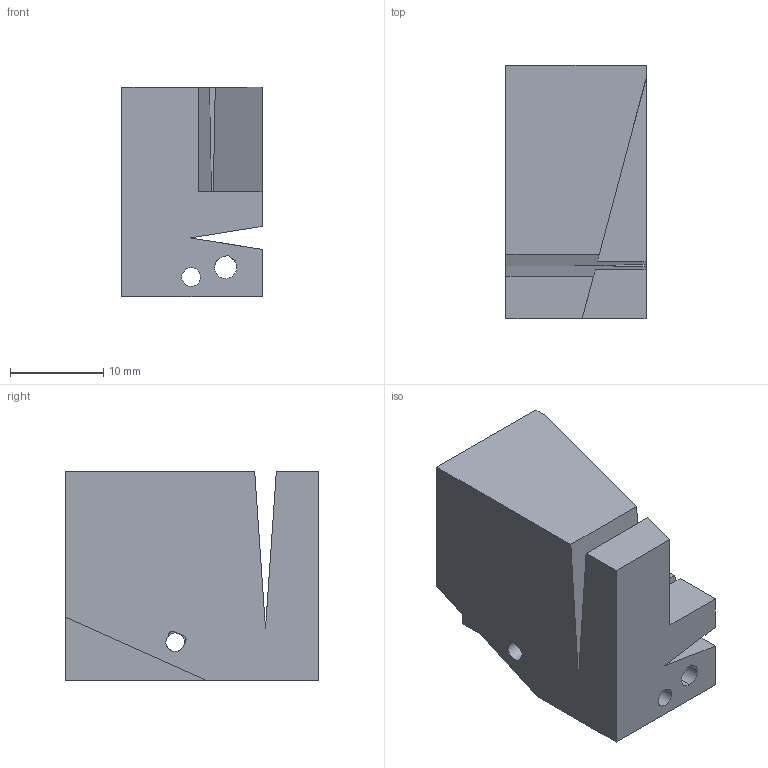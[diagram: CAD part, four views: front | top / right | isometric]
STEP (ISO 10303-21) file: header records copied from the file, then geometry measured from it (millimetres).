
FILE_DESCRIPTION(('Open CASCADE Model'),'2;1');
FILE_NAME('Open CASCADE Shape Model','2021-05-05T16:06:52',('Author'),( 'Open CASCADE'),'Open CASCADE STEP processor 7.4','Open CASCADE 7.4' ,'Unknown');
FILE_SCHEMA(('AUTOMOTIVE_DESIGN { 1 0 10303 214 1 1 1 1 }'));
Length unit declared in the file: millimetre
Products named in the file (1): Open CASCADE STEP translator 7.4 498
Bounding box: 14.99 x 27.13 x 22.46 mm (x, y, z)
Volume: 7242.3 mm3; surface area: 3693.5 mm2
Topology: 1 solids, 1 shells, 40 faces, 121 edges, 80 vertices
Faces by surface type: plane 32, cylinder 8
Full cylindrical faces by diameter (mm): 2 x2
Entity records: 4695 total; most frequent: CARTESIAN_POINT 2404, DIRECTION 389, ORIENTED_EDGE 242, PCURVE 242, DEFINITIONAL_REPRESENTATION 242, LINE 240, VECTOR 240, EDGE_CURVE 121
